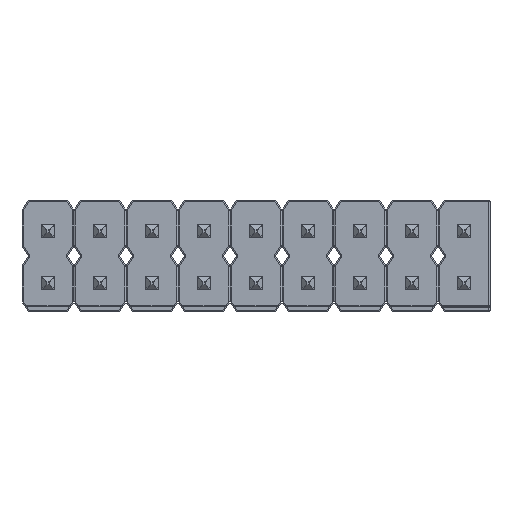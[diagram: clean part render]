
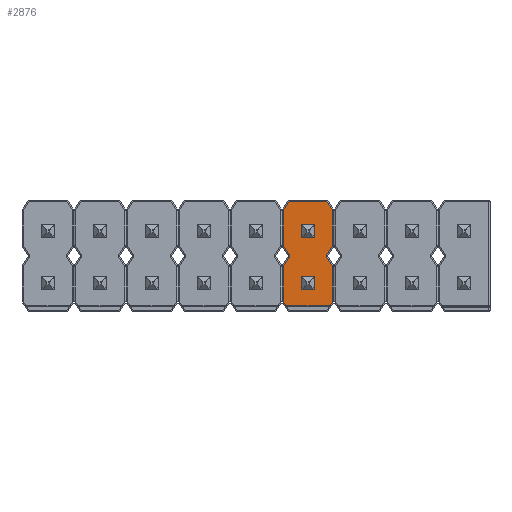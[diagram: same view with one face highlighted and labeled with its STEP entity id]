
A CAD part, front view. The second image highlights one B-rep face of the part: STEP entity #2876.
In plain terms, the highlighted planar face has unit normal (0, -1, 0).
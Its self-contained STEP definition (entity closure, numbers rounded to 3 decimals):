
#526 = EDGE_CURVE ( 'NONE', #5894, #1664, #6374, .T. ) ;
#589 = VERTEX_POINT ( 'NONE', #5047 ) ;
#779 = CARTESIAN_POINT ( 'NONE',  ( -1.081, -0.96, -2.43 ) ) ;
#791 = VERTEX_POINT ( 'NONE', #779 ) ;
#897 = CARTESIAN_POINT ( 'NONE',  ( -1.87, -0.96, -1.214 ) ) ;
#993 = LINE ( 'NONE', #1158, #3681 ) ;
#1122 = DIRECTION ( 'NONE',  ( 0., 0., 1. ) ) ;
#1158 = CARTESIAN_POINT ( 'NONE',  ( 1.22, -0.96, 0. ) ) ;
#1227 = CARTESIAN_POINT ( 'NONE',  ( 1.87, -0.96, 1.214 ) ) ;
#1240 = LINE ( 'NONE', #6725, #7000 ) ;
#1247 = LINE ( 'NONE', #14871, #7008 ) ;
#1307 = LINE ( 'NONE', #2693, #9753 ) ;
#1308 = EDGE_CURVE ( 'NONE', #13801, #5894, #1247, .T. ) ;
#1312 = DIRECTION ( 'NONE',  ( 1., 0., 0. ) ) ;
#1339 = VERTEX_POINT ( 'NONE', #5735 ) ;
#1439 = DIRECTION ( 'NONE',  ( 0., 0., -1. ) ) ;
#1572 = CARTESIAN_POINT ( 'NONE',  ( -0.623, -0.96, 0.405 ) ) ;
#1664 = VERTEX_POINT ( 'NONE', #7992 ) ;
#1891 = VECTOR ( 'NONE', #1312, 1000. ) ;
#2078 = EDGE_CURVE ( 'NONE', #7928, #13801, #6219, .T. ) ;
#2186 = VERTEX_POINT ( 'NONE', #3151 ) ;
#2199 = ORIENTED_EDGE ( 'NONE', *, *, #5148, .T. ) ;
#2370 = AXIS2_PLACEMENT_3D ( 'NONE', #2642, #10702, #3788 ) ;
#2467 = CARTESIAN_POINT ( 'NONE',  ( 1.108, -0.96, -2.43 ) ) ;
#2472 = ORIENTED_EDGE ( 'NONE', *, *, #6997, .T. ) ;
#2562 = VECTOR ( 'NONE', #6961, 1000. ) ;
#2642 = CARTESIAN_POINT ( 'NONE',  ( 1.009, -0.96, 0. ) ) ;
#2645 = CARTESIAN_POINT ( 'NONE',  ( -1.22, -0.96, 2.215 ) ) ;
#2686 = DIRECTION ( 'NONE',  ( 0., 0., -1. ) ) ;
#2693 = CARTESIAN_POINT ( 'NONE',  ( 0.632, -0.96, -0.404 ) ) ;
#2699 = CIRCLE ( 'NONE', #2370, 0.1 ) ;
#2722 = AXIS2_PLACEMENT_3D ( 'NONE', #12305, #5382, #13521 ) ;
#2764 = DIRECTION ( 'NONE',  ( -0.539, 0., 0.842 ) ) ;
#2782 = DIRECTION ( 'NONE',  ( 0.545, 0., -0.839 ) ) ;
#2876 = ADVANCED_FACE ( 'NONE', ( #6394 ), #10699, .T. ) ;
#3007 = CIRCLE ( 'NONE', #2722, 0.1 ) ;
#3042 = CARTESIAN_POINT ( 'NONE',  ( -1.22, -0.96, -2.215 ) ) ;
#3151 = CARTESIAN_POINT ( 'NONE',  ( 1.22, -0.96, 2.215 ) ) ;
#3197 = CARTESIAN_POINT ( 'NONE',  ( -1.22, -0.96, -0.515 ) ) ;
#3560 = ORIENTED_EDGE ( 'NONE', *, *, #6713, .F. ) ;
#3664 = VECTOR ( 'NONE', #2764, 1000. ) ;
#3681 = VECTOR ( 'NONE', #10385, 1000. ) ;
#3699 = VERTEX_POINT ( 'NONE', #13502 ) ;
#3788 = DIRECTION ( 'NONE',  ( 0., 0., -1. ) ) ;
#3897 = ORIENTED_EDGE ( 'NONE', *, *, #10091, .T. ) ;
#4011 = ORIENTED_EDGE ( 'NONE', *, *, #5917, .T. ) ;
#4069 = VERTEX_POINT ( 'NONE', #6341 ) ;
#4200 = VERTEX_POINT ( 'NONE', #8869 ) ;
#4395 = EDGE_CURVE ( 'NONE', #2186, #7928, #11765, .T. ) ;
#4663 = VECTOR ( 'NONE', #8211, 1000. ) ;
#4790 = VECTOR ( 'NONE', #9611, 1000. ) ;
#4832 = CARTESIAN_POINT ( 'NONE',  ( 1.87, -0.96, -1.214 ) ) ;
#4881 = AXIS2_PLACEMENT_3D ( 'NONE', #14240, #9561, #2686 ) ;
#5032 = ORIENTED_EDGE ( 'NONE', *, *, #526, .T. ) ;
#5047 = CARTESIAN_POINT ( 'NONE',  ( 0.925, -0.96, -0.054 ) ) ;
#5148 = EDGE_CURVE ( 'NONE', #4200, #2186, #993, .T. ) ;
#5232 = CARTESIAN_POINT ( 'NONE',  ( 1.081, -0.96, -2.43 ) ) ;
#5308 = VERTEX_POINT ( 'NONE', #10547 ) ;
#5382 = DIRECTION ( 'NONE',  ( 0., -1., 0. ) ) ;
#5440 = EDGE_CURVE ( 'NONE', #1339, #589, #9786, .T. ) ;
#5704 = CARTESIAN_POINT ( 'NONE',  ( 1.22, -0.96, 0. ) ) ;
#5735 = CARTESIAN_POINT ( 'NONE',  ( 1.22, -0.96, -0.515 ) ) ;
#5894 = VERTEX_POINT ( 'NONE', #2645 ) ;
#5917 = EDGE_CURVE ( 'NONE', #4069, #4200, #1307, .T. ) ;
#6003 = CARTESIAN_POINT ( 'NONE',  ( -1.22, -0.96, 0. ) ) ;
#6012 = VERTEX_POINT ( 'NONE', #5232 ) ;
#6191 = EDGE_CURVE ( 'NONE', #9260, #1339, #6868, .T. ) ;
#6219 = LINE ( 'NONE', #9882, #12025 ) ;
#6341 = CARTESIAN_POINT ( 'NONE',  ( 0.925, -0.96, 0.054 ) ) ;
#6374 = LINE ( 'NONE', #6003, #12547 ) ;
#6394 = FACE_OUTER_BOUND ( 'NONE', #8658, .T. ) ;
#6713 = EDGE_CURVE ( 'NONE', #4069, #589, #2699, .T. ) ;
#6725 = CARTESIAN_POINT ( 'NONE',  ( -1.22, -0.96, 0. ) ) ;
#6868 = LINE ( 'NONE', #5704, #12668 ) ;
#6873 = ORIENTED_EDGE ( 'NONE', *, *, #5440, .T. ) ;
#6961 = DIRECTION ( 'NONE',  ( -0.545, 0., 0.839 ) ) ;
#6997 = EDGE_CURVE ( 'NONE', #6012, #9260, #13940, .T. ) ;
#7000 = VECTOR ( 'NONE', #7890, 1000. ) ;
#7008 = VECTOR ( 'NONE', #7954, 1000. ) ;
#7045 = VECTOR ( 'NONE', #7782, 1000. ) ;
#7145 = CARTESIAN_POINT ( 'NONE',  ( -0.918, -0.96, 2.68 ) ) ;
#7363 = CARTESIAN_POINT ( 'NONE',  ( -0.623, -0.96, -0.405 ) ) ;
#7371 = CARTESIAN_POINT ( 'NONE',  ( 1.22, -0.96, -2.215 ) ) ;
#7782 = DIRECTION ( 'NONE',  ( 0.545, 0., -0.839 ) ) ;
#7867 = LINE ( 'NONE', #1572, #4790 ) ;
#7890 = DIRECTION ( 'NONE',  ( 0., 0., -1. ) ) ;
#7928 = VERTEX_POINT ( 'NONE', #8626 ) ;
#7954 = DIRECTION ( 'NONE',  ( -0.545, 0., -0.839 ) ) ;
#7992 = CARTESIAN_POINT ( 'NONE',  ( -1.22, -0.96, 0.515 ) ) ;
#8112 = VERTEX_POINT ( 'NONE', #3197 ) ;
#8211 = DIRECTION ( 'NONE',  ( 0.545, 0., 0.839 ) ) ;
#8537 = EDGE_CURVE ( 'NONE', #791, #6012, #13880, .T. ) ;
#8626 = CARTESIAN_POINT ( 'NONE',  ( 0.918, -0.96, 2.68 ) ) ;
#8634 = ORIENTED_EDGE ( 'NONE', *, *, #4395, .T. ) ;
#8658 = EDGE_LOOP ( 'NONE', ( #3560, #4011, #2199, #8634, #11461, #12331, #5032, #12780, #10373, #12874, #8989, #3897, #13768, #2472, #14898, #6873 ) ) ;
#8869 = CARTESIAN_POINT ( 'NONE',  ( 1.22, -0.96, 0.515 ) ) ;
#8989 = ORIENTED_EDGE ( 'NONE', *, *, #10869, .T. ) ;
#9260 = VERTEX_POINT ( 'NONE', #7371 ) ;
#9561 = DIRECTION ( 'NONE',  ( 0., -1., 0. ) ) ;
#9566 = DIRECTION ( 'NONE',  ( 0.539, 0., 0.842 ) ) ;
#9611 = DIRECTION ( 'NONE',  ( -0.545, 0., -0.839 ) ) ;
#9643 = CARTESIAN_POINT ( 'NONE',  ( 0.632, -0.96, 0.404 ) ) ;
#9753 = VECTOR ( 'NONE', #9566, 1000. ) ;
#9786 = LINE ( 'NONE', #9643, #3664 ) ;
#9882 = CARTESIAN_POINT ( 'NONE',  ( 0., -0.96, 2.68 ) ) ;
#10091 = EDGE_CURVE ( 'NONE', #11858, #791, #10486, .T. ) ;
#10373 = ORIENTED_EDGE ( 'NONE', *, *, #12422, .F. ) ;
#10385 = DIRECTION ( 'NONE',  ( 0., 0., 1. ) ) ;
#10486 = LINE ( 'NONE', #897, #7045 ) ;
#10547 = CARTESIAN_POINT ( 'NONE',  ( -0.921, -0.96, -0.054 ) ) ;
#10699 = PLANE ( 'NONE',  #4881 ) ;
#10702 = DIRECTION ( 'NONE',  ( 0., -1., 0. ) ) ;
#10869 = EDGE_CURVE ( 'NONE', #8112, #11858, #1240, .T. ) ;
#10952 = VECTOR ( 'NONE', #2782, 1000. ) ;
#11054 = DIRECTION ( 'NONE',  ( -1., 0., 0. ) ) ;
#11461 = ORIENTED_EDGE ( 'NONE', *, *, #2078, .T. ) ;
#11643 = EDGE_CURVE ( 'NONE', #5308, #8112, #7867, .T. ) ;
#11765 = LINE ( 'NONE', #1227, #2562 ) ;
#11858 = VERTEX_POINT ( 'NONE', #3042 ) ;
#12025 = VECTOR ( 'NONE', #11054, 1000. ) ;
#12305 = CARTESIAN_POINT ( 'NONE',  ( -1.005, -0.96, 0. ) ) ;
#12331 = ORIENTED_EDGE ( 'NONE', *, *, #1308, .T. ) ;
#12422 = EDGE_CURVE ( 'NONE', #5308, #3699, #3007, .T. ) ;
#12547 = VECTOR ( 'NONE', #1439, 1000. ) ;
#12668 = VECTOR ( 'NONE', #1122, 1000. ) ;
#12780 = ORIENTED_EDGE ( 'NONE', *, *, #13233, .T. ) ;
#12874 = ORIENTED_EDGE ( 'NONE', *, *, #11643, .T. ) ;
#13233 = EDGE_CURVE ( 'NONE', #1664, #3699, #14085, .T. ) ;
#13502 = CARTESIAN_POINT ( 'NONE',  ( -0.921, -0.96, 0.054 ) ) ;
#13521 = DIRECTION ( 'NONE',  ( 0., 0., -1. ) ) ;
#13768 = ORIENTED_EDGE ( 'NONE', *, *, #8537, .T. ) ;
#13801 = VERTEX_POINT ( 'NONE', #7145 ) ;
#13880 = LINE ( 'NONE', #2467, #1891 ) ;
#13940 = LINE ( 'NONE', #4832, #4663 ) ;
#14085 = LINE ( 'NONE', #7363, #10952 ) ;
#14240 = CARTESIAN_POINT ( 'NONE',  ( 0., -0.96, 0. ) ) ;
#14871 = CARTESIAN_POINT ( 'NONE',  ( -1.87, -0.96, 1.214 ) ) ;
#14898 = ORIENTED_EDGE ( 'NONE', *, *, #6191, .T. ) ;
